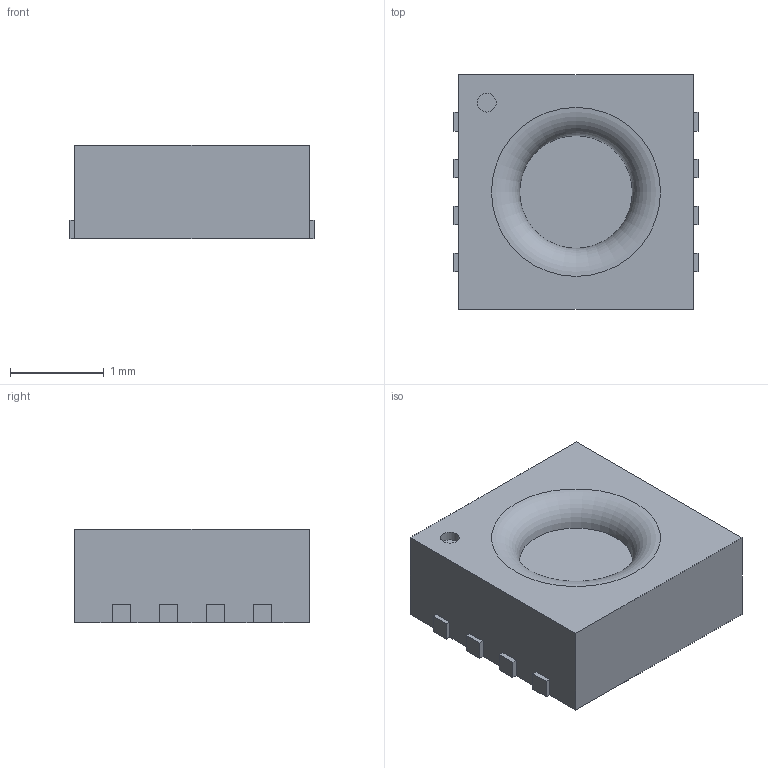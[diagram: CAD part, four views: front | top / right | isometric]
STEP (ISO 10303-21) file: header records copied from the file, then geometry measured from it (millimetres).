
FILE_DESCRIPTION( ( 'Unknown' ), '1' );
FILE_NAME( 'SENSOR_SHT30.step', 'Unknown', ( 'Unknown' ), ( 'Unknown' ), 'PSStep 15.0.49', 'Unknown', ' ' );
FILE_SCHEMA( ( 'AUTOMOTIVE_DESIGN { 1 0 10303 214 1 1 1 1 }' ) );
Length unit declared in the file: millimetre
Products named in the file (1): 1
Bounding box: 2.6 x 2.5 x 1 mm (x, y, z)
Volume: 5.8 mm3; surface area: 23.6 mm2
Topology: 1 solids, 1 shells, 42 faces, 115 edges, 77 vertices
Faces by surface type: plane 40, torus 1, cylinder 1
Full cylindrical faces by diameter (mm): 0.2 x1
Entity records: 1644 total; most frequent: CARTESIAN_POINT 231, ORIENTED_EDGE 224, DIRECTION 202, EDGE_CURVE 112, LINE 108, VECTOR 108, VERTEX_POINT 76, AXIS2_PLACEMENT_3D 47
